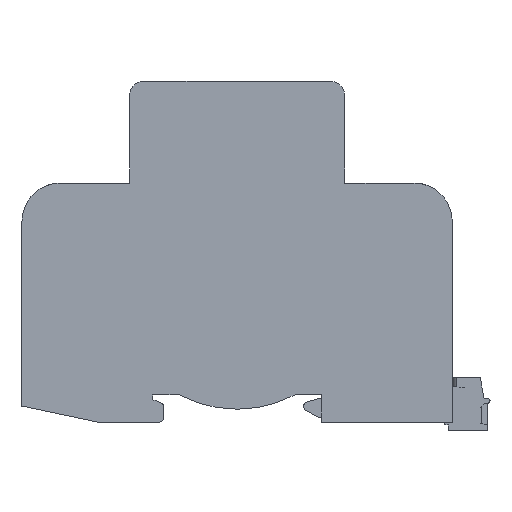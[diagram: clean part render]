
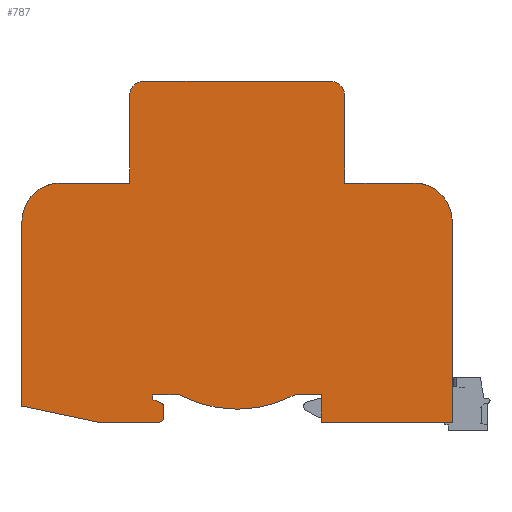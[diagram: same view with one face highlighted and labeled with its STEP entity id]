
A CAD part, left-side view. The second image highlights one B-rep face of the part: STEP entity #787.
In plain terms, the highlighted planar face has unit normal (-1, 0, 0).
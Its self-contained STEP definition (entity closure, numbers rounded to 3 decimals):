
#372=AXIS2_PLACEMENT_3D('Circle Axis2P3D',#370,#371,$) ;
#600=AXIS2_PLACEMENT_3D('Circle Axis2P3D',#598,#599,$) ;
#614=AXIS2_PLACEMENT_3D('Plane Axis2P3D',#611,#612,#613) ;
#627=AXIS2_PLACEMENT_3D('Circle Axis2P3D',#625,#626,$) ;
#667=AXIS2_PLACEMENT_3D('Circle Axis2P3D',#665,#666,$) ;
#695=AXIS2_PLACEMENT_3D('Circle Axis2P3D',#693,#694,$) ;
#709=AXIS2_PLACEMENT_3D('Circle Axis2P3D',#707,#708,$) ;
#737=AXIS2_PLACEMENT_3D('Circle Axis2P3D',#735,#736,$) ;
#42=CARTESIAN_POINT('Vertex',(0.,33.4,73.087)) ;
#56=CARTESIAN_POINT('Vertex',(0.,72.4,73.087)) ;
#59=CARTESIAN_POINT('Line Origine',(0.,52.9,73.087)) ;
#362=CARTESIAN_POINT('Vertex',(0.,30.4,70.087)) ;
#370=CARTESIAN_POINT('Axis2P3D Location',(0.,33.4,70.087)) ;
#595=CARTESIAN_POINT('Vertex',(0.,75.4,70.087)) ;
#598=CARTESIAN_POINT('Axis2P3D Location',(0.,72.4,70.087)) ;
#611=CARTESIAN_POINT('Axis2P3D Location',(0.,52.9,1.8)) ;
#616=CARTESIAN_POINT('Line Origine',(0.,7.9,22.8)) ;
#620=CARTESIAN_POINT('Vertex',(0.,7.9,43.8)) ;
#622=CARTESIAN_POINT('Vertex',(0.,7.9,1.8)) ;
#625=CARTESIAN_POINT('Axis2P3D Location',(0.,15.9,43.8)) ;
#629=CARTESIAN_POINT('Vertex',(0.,15.9,51.8)) ;
#632=CARTESIAN_POINT('Line Origine',(0.,19.325,51.8)) ;
#636=CARTESIAN_POINT('Vertex',(0.,22.75,51.8)) ;
#639=CARTESIAN_POINT('Line Origine',(0.,26.575,51.8)) ;
#643=CARTESIAN_POINT('Vertex',(0.,30.4,51.8)) ;
#646=CARTESIAN_POINT('Line Origine',(0.,30.4,60.944)) ;
#651=CARTESIAN_POINT('Line Origine',(0.,75.4,60.944)) ;
#655=CARTESIAN_POINT('Vertex',(0.,75.4,51.8)) ;
#658=CARTESIAN_POINT('Line Origine',(0.,82.65,51.8)) ;
#662=CARTESIAN_POINT('Vertex',(0.,89.9,51.8)) ;
#665=CARTESIAN_POINT('Axis2P3D Location',(0.,89.9,43.8)) ;
#669=CARTESIAN_POINT('Vertex',(0.,97.9,43.8)) ;
#672=CARTESIAN_POINT('Line Origine',(0.,97.9,24.469)) ;
#676=CARTESIAN_POINT('Vertex',(0.,97.9,5.137)) ;
#679=CARTESIAN_POINT('Line Origine',(0.,90.05,3.469)) ;
#683=CARTESIAN_POINT('Vertex',(0.,82.2,1.8)) ;
#686=CARTESIAN_POINT('Line Origine',(0.,75.725,1.8)) ;
#690=CARTESIAN_POINT('Vertex',(0.,69.25,1.8)) ;
#693=CARTESIAN_POINT('Axis2P3D Location',(0.,69.25,2.8)) ;
#697=CARTESIAN_POINT('Vertex',(0.,68.25,2.8)) ;
#700=CARTESIAN_POINT('Line Origine',(0.,68.25,3.859)) ;
#704=CARTESIAN_POINT('Vertex',(0.,68.25,4.917)) ;
#707=CARTESIAN_POINT('Axis2P3D Location',(0.,69.25,4.917)) ;
#711=CARTESIAN_POINT('Vertex',(0.,68.886,5.849)) ;
#714=CARTESIAN_POINT('Line Origine',(0.,69.718,6.174)) ;
#718=CARTESIAN_POINT('Vertex',(0.,70.55,6.5)) ;
#721=CARTESIAN_POINT('Line Origine',(0.,70.55,7.)) ;
#725=CARTESIAN_POINT('Vertex',(0.,70.55,7.5)) ;
#728=CARTESIAN_POINT('Line Origine',(0.,67.787,7.5)) ;
#732=CARTESIAN_POINT('Vertex',(0.,65.024,7.5)) ;
#735=CARTESIAN_POINT('Axis2P3D Location',(0.,52.9,30.5)) ;
#739=CARTESIAN_POINT('Vertex',(0.,40.776,7.5)) ;
#742=CARTESIAN_POINT('Line Origine',(0.,38.013,7.5)) ;
#746=CARTESIAN_POINT('Vertex',(0.,35.25,7.5)) ;
#749=CARTESIAN_POINT('Line Origine',(0.,35.25,4.65)) ;
#753=CARTESIAN_POINT('Vertex',(0.,35.25,1.8)) ;
#756=CARTESIAN_POINT('Line Origine',(0.,21.575,1.8)) ;
#60=DIRECTION('Vector Direction',(0.,1.,0.)) ;
#371=DIRECTION('Axis2P3D Direction',(1.,0.,0.)) ;
#599=DIRECTION('Axis2P3D Direction',(1.,0.,0.)) ;
#612=DIRECTION('Axis2P3D Direction',(-1.,0.,0.)) ;
#613=DIRECTION('Axis2P3D XDirection',(0.,-1.,0.)) ;
#617=DIRECTION('Vector Direction',(0.,0.,1.)) ;
#626=DIRECTION('Axis2P3D Direction',(-1.,0.,0.)) ;
#633=DIRECTION('Vector Direction',(0.,1.,0.)) ;
#640=DIRECTION('Vector Direction',(0.,1.,0.)) ;
#647=DIRECTION('Vector Direction',(0.,0.,1.)) ;
#652=DIRECTION('Vector Direction',(0.,0.,1.)) ;
#659=DIRECTION('Vector Direction',(0.,1.,0.)) ;
#666=DIRECTION('Axis2P3D Direction',(-1.,0.,0.)) ;
#673=DIRECTION('Vector Direction',(0.,0.,-1.)) ;
#680=DIRECTION('Vector Direction',(0.,-0.978,-0.208)) ;
#687=DIRECTION('Vector Direction',(0.,1.,0.)) ;
#694=DIRECTION('Axis2P3D Direction',(-1.,0.,0.)) ;
#701=DIRECTION('Vector Direction',(0.,0.,-1.)) ;
#708=DIRECTION('Axis2P3D Direction',(-1.,0.,0.)) ;
#715=DIRECTION('Vector Direction',(0.,-0.931,-0.364)) ;
#722=DIRECTION('Vector Direction',(0.,0.,1.)) ;
#729=DIRECTION('Vector Direction',(0.,1.,0.)) ;
#736=DIRECTION('Axis2P3D Direction',(-1.,0.,0.)) ;
#743=DIRECTION('Vector Direction',(0.,1.,0.)) ;
#750=DIRECTION('Vector Direction',(0.,0.,-1.)) ;
#757=DIRECTION('Vector Direction',(0.,1.,0.)) ;
#61=VECTOR('Line Direction',#60,1.) ;
#618=VECTOR('Line Direction',#617,1.) ;
#634=VECTOR('Line Direction',#633,1.) ;
#641=VECTOR('Line Direction',#640,1.) ;
#648=VECTOR('Line Direction',#647,1.) ;
#653=VECTOR('Line Direction',#652,1.) ;
#660=VECTOR('Line Direction',#659,1.) ;
#674=VECTOR('Line Direction',#673,1.) ;
#681=VECTOR('Line Direction',#680,1.) ;
#688=VECTOR('Line Direction',#687,1.) ;
#702=VECTOR('Line Direction',#701,1.) ;
#716=VECTOR('Line Direction',#715,1.) ;
#723=VECTOR('Line Direction',#722,1.) ;
#730=VECTOR('Line Direction',#729,1.) ;
#744=VECTOR('Line Direction',#743,1.) ;
#751=VECTOR('Line Direction',#750,1.) ;
#758=VECTOR('Line Direction',#757,1.) ;
#762=ORIENTED_EDGE('',*,*,#624,.F.) ;
#763=ORIENTED_EDGE('',*,*,#631,.T.) ;
#764=ORIENTED_EDGE('',*,*,#638,.T.) ;
#765=ORIENTED_EDGE('',*,*,#645,.T.) ;
#766=ORIENTED_EDGE('',*,*,#650,.T.) ;
#767=ORIENTED_EDGE('',*,*,#374,.T.) ;
#768=ORIENTED_EDGE('',*,*,#63,.T.) ;
#769=ORIENTED_EDGE('',*,*,#602,.T.) ;
#770=ORIENTED_EDGE('',*,*,#657,.F.) ;
#771=ORIENTED_EDGE('',*,*,#664,.T.) ;
#772=ORIENTED_EDGE('',*,*,#671,.F.) ;
#773=ORIENTED_EDGE('',*,*,#678,.T.) ;
#774=ORIENTED_EDGE('',*,*,#685,.T.) ;
#775=ORIENTED_EDGE('',*,*,#692,.F.) ;
#776=ORIENTED_EDGE('',*,*,#699,.T.) ;
#777=ORIENTED_EDGE('',*,*,#706,.T.) ;
#778=ORIENTED_EDGE('',*,*,#713,.T.) ;
#779=ORIENTED_EDGE('',*,*,#720,.F.) ;
#780=ORIENTED_EDGE('',*,*,#727,.T.) ;
#781=ORIENTED_EDGE('',*,*,#734,.T.) ;
#782=ORIENTED_EDGE('',*,*,#741,.T.) ;
#783=ORIENTED_EDGE('',*,*,#748,.T.) ;
#784=ORIENTED_EDGE('',*,*,#755,.T.) ;
#785=ORIENTED_EDGE('',*,*,#760,.F.) ;
#787=ADVANCED_FACE('\X2\00DC\X0\BERSPANNUNGSSCHUTZ',(#786),#615,.T.) ;
#373=CIRCLE('generated circle',#372,3.) ;
#601=CIRCLE('generated circle',#600,3.) ;
#628=CIRCLE('generated circle',#627,8.) ;
#668=CIRCLE('generated circle',#667,8.) ;
#696=CIRCLE('generated circle',#695,1.) ;
#710=CIRCLE('generated circle',#709,1.) ;
#738=CIRCLE('generated circle',#737,26.) ;
#63=EDGE_CURVE('',#43,#57,#62,.T.) ;
#374=EDGE_CURVE('',#363,#43,#373,.F.) ;
#602=EDGE_CURVE('',#57,#596,#601,.F.) ;
#624=EDGE_CURVE('',#621,#623,#619,.F.) ;
#631=EDGE_CURVE('',#621,#630,#628,.T.) ;
#638=EDGE_CURVE('',#630,#637,#635,.T.) ;
#645=EDGE_CURVE('',#637,#644,#642,.T.) ;
#650=EDGE_CURVE('',#644,#363,#649,.T.) ;
#657=EDGE_CURVE('',#656,#596,#654,.T.) ;
#664=EDGE_CURVE('',#656,#663,#661,.T.) ;
#671=EDGE_CURVE('',#670,#663,#668,.F.) ;
#678=EDGE_CURVE('',#670,#677,#675,.T.) ;
#685=EDGE_CURVE('',#677,#684,#682,.T.) ;
#692=EDGE_CURVE('',#691,#684,#689,.T.) ;
#699=EDGE_CURVE('',#691,#698,#696,.T.) ;
#706=EDGE_CURVE('',#698,#705,#703,.F.) ;
#713=EDGE_CURVE('',#705,#712,#710,.T.) ;
#720=EDGE_CURVE('',#719,#712,#717,.T.) ;
#727=EDGE_CURVE('',#719,#726,#724,.T.) ;
#734=EDGE_CURVE('',#726,#733,#731,.F.) ;
#741=EDGE_CURVE('',#733,#740,#738,.T.) ;
#748=EDGE_CURVE('',#740,#747,#745,.F.) ;
#755=EDGE_CURVE('',#747,#754,#752,.T.) ;
#760=EDGE_CURVE('',#623,#754,#759,.T.) ;
#761=EDGE_LOOP('',(#762,#763,#764,#765,#766,#767,#768,#769,#770,#771,#772,#773,#774,#775,#776,#777,#778,#779,#780,#781,#782,#783,#784,#785)) ;
#786=FACE_OUTER_BOUND('',#761,.T.) ;
#62=LINE('Line',#59,#61) ;
#619=LINE('Line',#616,#618) ;
#635=LINE('Line',#632,#634) ;
#642=LINE('Line',#639,#641) ;
#649=LINE('Line',#646,#648) ;
#654=LINE('Line',#651,#653) ;
#661=LINE('Line',#658,#660) ;
#675=LINE('Line',#672,#674) ;
#682=LINE('Line',#679,#681) ;
#689=LINE('Line',#686,#688) ;
#703=LINE('Line',#700,#702) ;
#717=LINE('Line',#714,#716) ;
#724=LINE('Line',#721,#723) ;
#731=LINE('Line',#728,#730) ;
#745=LINE('Line',#742,#744) ;
#752=LINE('Line',#749,#751) ;
#759=LINE('Line',#756,#758) ;
#615=PLANE('',#614) ;
#43=VERTEX_POINT('',#42) ;
#57=VERTEX_POINT('',#56) ;
#363=VERTEX_POINT('',#362) ;
#596=VERTEX_POINT('',#595) ;
#621=VERTEX_POINT('',#620) ;
#623=VERTEX_POINT('',#622) ;
#630=VERTEX_POINT('',#629) ;
#637=VERTEX_POINT('',#636) ;
#644=VERTEX_POINT('',#643) ;
#656=VERTEX_POINT('',#655) ;
#663=VERTEX_POINT('',#662) ;
#670=VERTEX_POINT('',#669) ;
#677=VERTEX_POINT('',#676) ;
#684=VERTEX_POINT('',#683) ;
#691=VERTEX_POINT('',#690) ;
#698=VERTEX_POINT('',#697) ;
#705=VERTEX_POINT('',#704) ;
#712=VERTEX_POINT('',#711) ;
#719=VERTEX_POINT('',#718) ;
#726=VERTEX_POINT('',#725) ;
#733=VERTEX_POINT('',#732) ;
#740=VERTEX_POINT('',#739) ;
#747=VERTEX_POINT('',#746) ;
#754=VERTEX_POINT('',#753) ;
